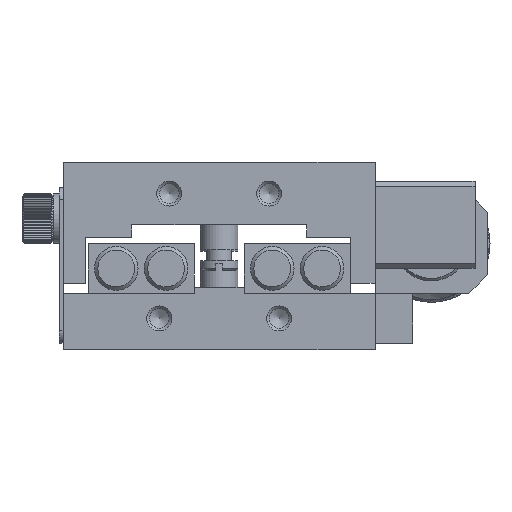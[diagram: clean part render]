
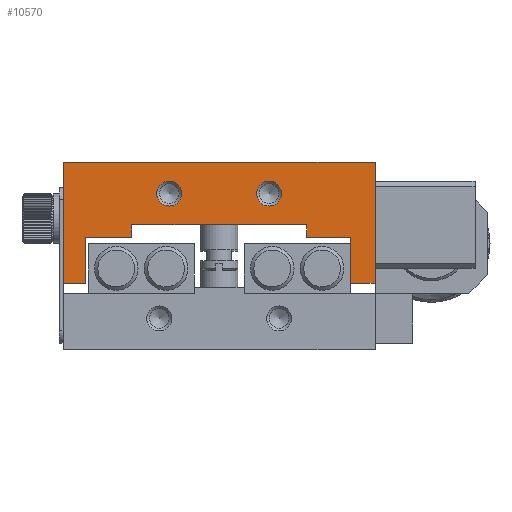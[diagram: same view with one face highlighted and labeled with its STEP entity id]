
A CAD part, left-side view. The second image highlights one B-rep face of the part: STEP entity #10570.
In plain terms, the highlighted planar face has unit normal (-1, 0, 0).
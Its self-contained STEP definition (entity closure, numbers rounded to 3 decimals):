
#2754 = EDGE_CURVE ( 'NONE', #30326, #44735, #48022, .T. ) ;
#2929 = VERTEX_POINT ( 'NONE', #75150 ) ;
#3728 = LINE ( 'NONE', #61351, #77682 ) ;
#4192 = DIRECTION ( 'NONE',  ( 0., 1., 0. ) ) ;
#4563 = DIRECTION ( 'NONE',  ( 0., 0., -1. ) ) ;
#5844 = EDGE_CURVE ( 'NONE', #44735, #7192, #47435, .T. ) ;
#6840 = DIRECTION ( 'NONE',  ( 0., 0., -1. ) ) ;
#7192 = VERTEX_POINT ( 'NONE', #39870 ) ;
#8644 = CARTESIAN_POINT ( 'NONE',  ( -12.5, 7., 10. ) ) ;
#9534 = EDGE_LOOP ( 'NONE', ( #29836 ) ) ;
#10258 = LINE ( 'NONE', #17383, #74914 ) ;
#10511 = VECTOR ( 'NONE', #6840, 1000. ) ;
#10570 = ADVANCED_FACE ( 'NONE', ( #51041, #58597, #22745 ), #72275, .F. ) ;
#11013 = VERTEX_POINT ( 'NONE', #86998 ) ;
#12353 = CARTESIAN_POINT ( 'NONE',  ( -12.5, 10.7, 5.3 ) ) ;
#12785 = ORIENTED_EDGE ( 'NONE', *, *, #31281, .F. ) ;
#13582 = CARTESIAN_POINT ( 'NONE',  ( -12.5, -4., 12.5 ) ) ;
#14414 = ORIENTED_EDGE ( 'NONE', *, *, #2754, .F. ) ;
#15587 = EDGE_CURVE ( 'NONE', #20189, #39729, #68524, .T. ) ;
#15749 = CARTESIAN_POINT ( 'NONE',  ( -12.5, 7., 9. ) ) ;
#16435 = CIRCLE ( 'NONE', #40542, 1. ) ;
#17383 = CARTESIAN_POINT ( 'NONE',  ( -12.5, 10.7, 15. ) ) ;
#18162 = CIRCLE ( 'NONE', #36234, 1. ) ;
#19421 = CARTESIAN_POINT ( 'NONE',  ( -12.5, 12.5, 9. ) ) ;
#20189 = VERTEX_POINT ( 'NONE', #71680 ) ;
#21868 = EDGE_CURVE ( 'NONE', #70463, #64148, #3728, .T. ) ;
#22272 = CARTESIAN_POINT ( 'NONE',  ( -12.5, 12.5, 15. ) ) ;
#22745 = FACE_BOUND ( 'NONE', #9534, .T. ) ;
#24323 = EDGE_CURVE ( 'NONE', #64148, #30326, #10258, .T. ) ;
#24897 = CARTESIAN_POINT ( 'NONE',  ( -12.5, 12.5, 10. ) ) ;
#25154 = DIRECTION ( 'NONE',  ( 0., -1., 0. ) ) ;
#25894 = VECTOR ( 'NONE', #26774, 1000. ) ;
#26051 = ORIENTED_EDGE ( 'NONE', *, *, #79201, .F. ) ;
#26647 = EDGE_CURVE ( 'NONE', #27441, #53046, #62815, .T. ) ;
#26774 = DIRECTION ( 'NONE',  ( 0., 1., 0. ) ) ;
#27441 = VERTEX_POINT ( 'NONE', #57578 ) ;
#28642 = CARTESIAN_POINT ( 'NONE',  ( -12.5, 12.5, 5.3 ) ) ;
#28727 = DIRECTION ( 'NONE',  ( -1., 0., 0. ) ) ;
#29836 = ORIENTED_EDGE ( 'NONE', *, *, #73021, .F. ) ;
#30326 = VERTEX_POINT ( 'NONE', #12353 ) ;
#30815 = VECTOR ( 'NONE', #68777, 1000. ) ;
#31281 = EDGE_CURVE ( 'NONE', #53046, #11013, #53876, .T. ) ;
#31585 = EDGE_CURVE ( 'NONE', #78563, #51511, #47081, .T. ) ;
#33576 = DIRECTION ( 'NONE',  ( 0., 1., 0. ) ) ;
#35823 = DIRECTION ( 'NONE',  ( 0., 0., -1. ) ) ;
#36234 = AXIS2_PLACEMENT_3D ( 'NONE', #79247, #28727, #35823 ) ;
#37189 = ORIENTED_EDGE ( 'NONE', *, *, #77118, .F. ) ;
#37542 = CARTESIAN_POINT ( 'NONE',  ( -12.5, 7., 10. ) ) ;
#39306 = DIRECTION ( 'NONE',  ( 0., 0., -1. ) ) ;
#39503 = ORIENTED_EDGE ( 'NONE', *, *, #72005, .F. ) ;
#39729 = VERTEX_POINT ( 'NONE', #56140 ) ;
#39870 = CARTESIAN_POINT ( 'NONE',  ( -12.5, 12.5, 15. ) ) ;
#40542 = AXIS2_PLACEMENT_3D ( 'NONE', #13582, #70679, #49909 ) ;
#41629 = CARTESIAN_POINT ( 'NONE',  ( -12.5, 4., 11.5 ) ) ;
#41699 = ORIENTED_EDGE ( 'NONE', *, *, #31585, .F. ) ;
#42508 = DIRECTION ( 'NONE',  ( 0., 0., 1. ) ) ;
#43003 = VECTOR ( 'NONE', #39306, 1000. ) ;
#43830 = CARTESIAN_POINT ( 'NONE',  ( -12.5, 10.7, 9. ) ) ;
#44126 = ORIENTED_EDGE ( 'NONE', *, *, #65040, .F. ) ;
#44735 = VERTEX_POINT ( 'NONE', #83115 ) ;
#45153 = VECTOR ( 'NONE', #60308, 1000. ) ;
#46081 = DIRECTION ( 'NONE',  ( 0., 1., 0. ) ) ;
#46915 = ORIENTED_EDGE ( 'NONE', *, *, #26647, .F. ) ;
#47081 = LINE ( 'NONE', #24897, #45153 ) ;
#47435 = LINE ( 'NONE', #76214, #62202 ) ;
#48022 = LINE ( 'NONE', #76798, #25894 ) ;
#48081 = VECTOR ( 'NONE', #46081, 1000. ) ;
#49161 = VERTEX_POINT ( 'NONE', #41629 ) ;
#49909 = DIRECTION ( 'NONE',  ( 0., 1., 0. ) ) ;
#50169 = ORIENTED_EDGE ( 'NONE', *, *, #80633, .F. ) ;
#51041 = FACE_OUTER_BOUND ( 'NONE', #77291, .T. ) ;
#51511 = VERTEX_POINT ( 'NONE', #8644 ) ;
#53046 = VERTEX_POINT ( 'NONE', #74325 ) ;
#53227 = CARTESIAN_POINT ( 'NONE',  ( -12.5, -7., 10. ) ) ;
#53876 = LINE ( 'NONE', #19421, #90204 ) ;
#55374 = VECTOR ( 'NONE', #42508, 1000. ) ;
#56140 = CARTESIAN_POINT ( 'NONE',  ( -12.5, -12.5, 5.3 ) ) ;
#56356 = AXIS2_PLACEMENT_3D ( 'NONE', #22272, #74146, #79369 ) ;
#57578 = CARTESIAN_POINT ( 'NONE',  ( -12.5, -10.5, 5.3 ) ) ;
#58597 = FACE_BOUND ( 'NONE', #89939, .T. ) ;
#60308 = DIRECTION ( 'NONE',  ( 0., 1., 0. ) ) ;
#61351 = CARTESIAN_POINT ( 'NONE',  ( -12.5, 12.5, 9. ) ) ;
#62202 = VECTOR ( 'NONE', #63449, 1000. ) ;
#62815 = LINE ( 'NONE', #64204, #55374 ) ;
#63449 = DIRECTION ( 'NONE',  ( 0., 0., 1. ) ) ;
#64148 = VERTEX_POINT ( 'NONE', #43830 ) ;
#64204 = CARTESIAN_POINT ( 'NONE',  ( -12.5, -10.5, 15. ) ) ;
#65040 = EDGE_CURVE ( 'NONE', #11013, #78563, #82933, .T. ) ;
#68353 = ORIENTED_EDGE ( 'NONE', *, *, #5844, .F. ) ;
#68524 = LINE ( 'NONE', #89729, #43003 ) ;
#68777 = DIRECTION ( 'NONE',  ( 0., 0., 1. ) ) ;
#69957 = CARTESIAN_POINT ( 'NONE',  ( -12.5, 12.5, 15. ) ) ;
#70463 = VERTEX_POINT ( 'NONE', #15749 ) ;
#70679 = DIRECTION ( 'NONE',  ( -1., 0., 0. ) ) ;
#71680 = CARTESIAN_POINT ( 'NONE',  ( -12.5, -12.5, 15. ) ) ;
#72005 = EDGE_CURVE ( 'NONE', #39729, #27441, #93239, .T. ) ;
#72275 = PLANE ( 'NONE',  #56356 ) ;
#73021 = EDGE_CURVE ( 'NONE', #2929, #2929, #16435, .T. ) ;
#74146 = DIRECTION ( 'NONE',  ( 1., 0., 0. ) ) ;
#74325 = CARTESIAN_POINT ( 'NONE',  ( -12.5, -10.5, 9. ) ) ;
#74914 = VECTOR ( 'NONE', #4563, 1000. ) ;
#75150 = CARTESIAN_POINT ( 'NONE',  ( -12.5, -3., 12.5 ) ) ;
#75857 = CARTESIAN_POINT ( 'NONE',  ( -12.5, -7., 9. ) ) ;
#76214 = CARTESIAN_POINT ( 'NONE',  ( -12.5, 12.5, 15. ) ) ;
#76707 = ORIENTED_EDGE ( 'NONE', *, *, #24323, .F. ) ;
#76798 = CARTESIAN_POINT ( 'NONE',  ( -12.5, 12.5, 5.3 ) ) ;
#77118 = EDGE_CURVE ( 'NONE', #49161, #49161, #18162, .T. ) ;
#77291 = EDGE_LOOP ( 'NONE', ( #76707, #88776, #50169, #41699, #44126, #12785, #46915, #39503, #85985, #26051, #68353, #14414 ) ) ;
#77682 = VECTOR ( 'NONE', #4192, 1000. ) ;
#78563 = VERTEX_POINT ( 'NONE', #53227 ) ;
#79201 = EDGE_CURVE ( 'NONE', #7192, #20189, #89767, .T. ) ;
#79247 = CARTESIAN_POINT ( 'NONE',  ( -12.5, 4., 12.5 ) ) ;
#79369 = DIRECTION ( 'NONE',  ( 0., -1., 0. ) ) ;
#80633 = EDGE_CURVE ( 'NONE', #51511, #70463, #93155, .T. ) ;
#82933 = LINE ( 'NONE', #75857, #30815 ) ;
#83115 = CARTESIAN_POINT ( 'NONE',  ( -12.5, 12.5, 5.3 ) ) ;
#85985 = ORIENTED_EDGE ( 'NONE', *, *, #15587, .F. ) ;
#86998 = CARTESIAN_POINT ( 'NONE',  ( -12.5, -7., 9. ) ) ;
#88776 = ORIENTED_EDGE ( 'NONE', *, *, #21868, .F. ) ;
#89007 = VECTOR ( 'NONE', #25154, 1000. ) ;
#89729 = CARTESIAN_POINT ( 'NONE',  ( -12.5, -12.5, 15. ) ) ;
#89767 = LINE ( 'NONE', #69957, #89007 ) ;
#89939 = EDGE_LOOP ( 'NONE', ( #37189 ) ) ;
#90204 = VECTOR ( 'NONE', #33576, 1000. ) ;
#93155 = LINE ( 'NONE', #37542, #10511 ) ;
#93239 = LINE ( 'NONE', #28642, #48081 ) ;
